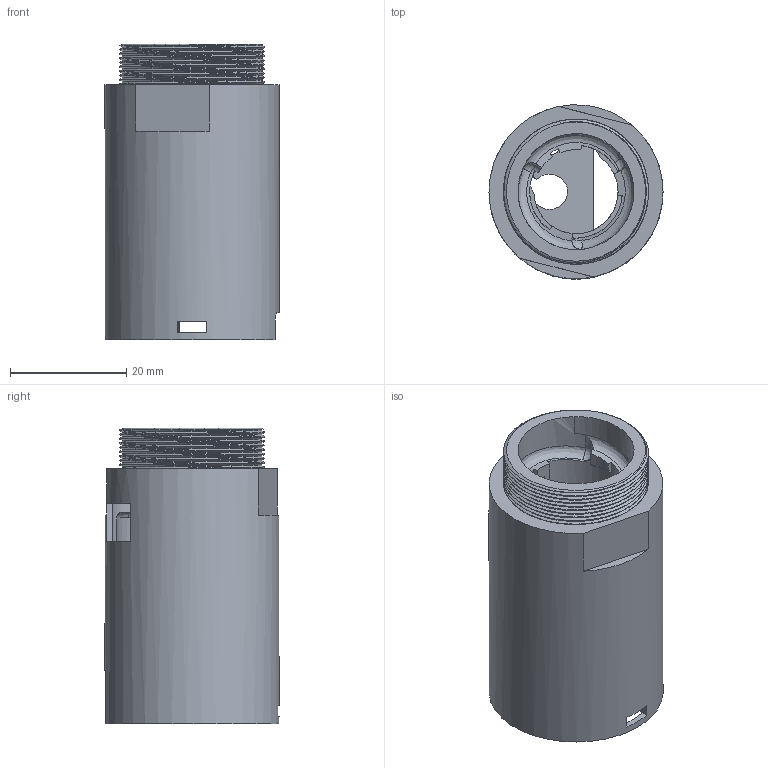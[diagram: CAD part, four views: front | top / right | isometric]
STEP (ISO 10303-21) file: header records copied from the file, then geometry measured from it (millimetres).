
FILE_DESCRIPTION(('FreeCAD Model'),'2;1');
FILE_NAME('Open CASCADE Shape Model','2025-06-22T12:42:35',('FreeCAD'),( 'FreeCAD'),'Open CASCADE STEP processor 7.6','FreeCAD','Unknown');
FILE_SCHEMA(('AUTOMOTIVE_DESIGN { 1 0 10303 214 1 1 1 1 }'));
Length unit declared in the file: millimetre
Products named in the file (1): Open CASCADE STEP translator 7.6 6
Bounding box: 30 x 30 x 51 mm (x, y, z)
Volume: 10857.7 mm3; surface area: 10454.7 mm2
Topology: 1 solids, 1 shells, 157 faces, 491 edges, 325 vertices
Faces by surface type: plane 71, cylinder 54, bspline 21, torus 4, cone 3, extrusion 2, sphere 2
Full cylindrical faces by diameter (mm): 1.8 x4, 1.97 x1, 24.15 x9, 30 x1
Entity records: 12151 total; most frequent: CARTESIAN_POINT 7885, ORIENTED_EDGE 980, DIRECTION 818, EDGE_CURVE 490, VERTEX_POINT 326, AXIS2_PLACEMENT_3D 306, VECTOR 206, LINE 204
